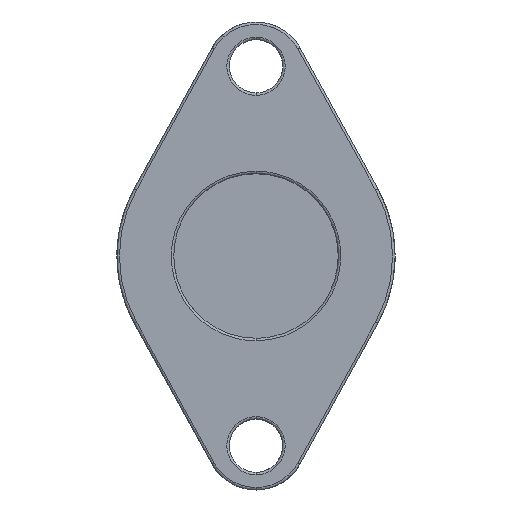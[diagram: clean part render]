
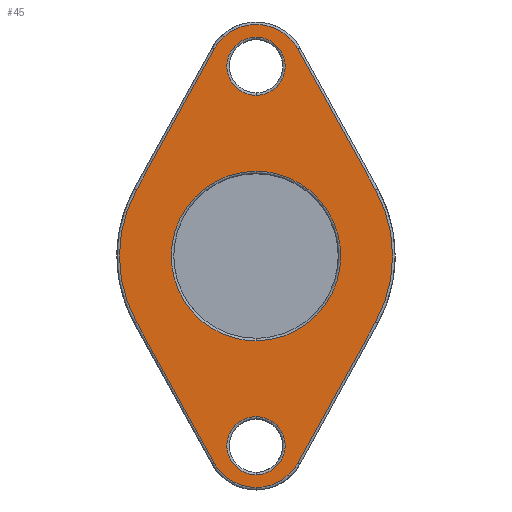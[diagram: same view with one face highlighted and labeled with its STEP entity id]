
A CAD part, left-side view. The second image highlights one B-rep face of the part: STEP entity #45.
In plain terms, the highlighted planar face has unit normal (-1, 0, 0).
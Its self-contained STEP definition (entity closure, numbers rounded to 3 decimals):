
#31=FACE_BOUND('',#244,.T.);
#32=FACE_BOUND('',#245,.T.);
#33=FACE_BOUND('',#246,.T.);
#45=ADVANCED_FACE('',(#144,#31,#32,#33),#1519,.T.);
#144=FACE_OUTER_BOUND('',#243,.T.);
#243=EDGE_LOOP('',(#362,#363,#364,#365,#366,#367,#368,#369,#370));
#244=EDGE_LOOP('',(#371,#372));
#245=EDGE_LOOP('',(#373,#374));
#246=EDGE_LOOP('',(#375,#376));
#362=ORIENTED_EDGE('',*,*,#870,.F.);
#363=ORIENTED_EDGE('',*,*,#889,.F.);
#364=ORIENTED_EDGE('',*,*,#888,.F.);
#365=ORIENTED_EDGE('',*,*,#886,.F.);
#366=ORIENTED_EDGE('',*,*,#883,.F.);
#367=ORIENTED_EDGE('',*,*,#880,.F.);
#368=ORIENTED_EDGE('',*,*,#917,.F.);
#369=ORIENTED_EDGE('',*,*,#876,.F.);
#370=ORIENTED_EDGE('',*,*,#873,.F.);
#371=ORIENTED_EDGE('',*,*,#918,.F.);
#372=ORIENTED_EDGE('',*,*,#866,.F.);
#373=ORIENTED_EDGE('',*,*,#912,.F.);
#374=ORIENTED_EDGE('',*,*,#916,.F.);
#375=ORIENTED_EDGE('',*,*,#863,.T.);
#376=ORIENTED_EDGE('',*,*,#919,.F.);
#863=EDGE_CURVE('',#1302,#1303,#1107,.T.);
#866=EDGE_CURVE('',#1305,#1304,#1110,.T.);
#870=EDGE_CURVE('',#1311,#1316,#1114,.T.);
#873=EDGE_CURVE('',#1316,#1315,#1117,.T.);
#876=EDGE_CURVE('',#1315,#1306,#1119,.T.);
#880=EDGE_CURVE('',#1307,#1314,#1123,.T.);
#883=EDGE_CURVE('',#1314,#1313,#1125,.T.);
#886=EDGE_CURVE('',#1313,#1312,#1128,.T.);
#888=EDGE_CURVE('',#1312,#1310,#1130,.T.);
#889=EDGE_CURVE('',#1310,#1311,#1131,.T.);
#912=EDGE_CURVE('',#1309,#1308,#1153,.T.);
#916=EDGE_CURVE('',#1308,#1309,#1157,.T.);
#917=EDGE_CURVE('',#1306,#1307,#1158,.T.);
#918=EDGE_CURVE('',#1304,#1305,#1159,.T.);
#919=EDGE_CURVE('',#1302,#1303,#1160,.T.);
#1107=(
BOUNDED_CURVE()
B_SPLINE_CURVE(2,(#4152,#4153,#4154,#4155,#4156),.UNSPECIFIED.,.F.,.F.)
B_SPLINE_CURVE_WITH_KNOTS((3,2,3),(0.,3.613,7.226),
 .UNSPECIFIED.)
CURVE()
GEOMETRIC_REPRESENTATION_ITEM()
RATIONAL_B_SPLINE_CURVE((1.,0.707,1.,0.707,1.))
REPRESENTATION_ITEM('')
);
#1110=(
BOUNDED_CURVE()
B_SPLINE_CURVE(2,(#4163,#4164,#4165,#4166,#4167),.UNSPECIFIED.,.F.,.F.)
B_SPLINE_CURVE_WITH_KNOTS((3,2,3),(-21.049,-10.524,
0.),.UNSPECIFIED.)
CURVE()
GEOMETRIC_REPRESENTATION_ITEM()
RATIONAL_B_SPLINE_CURVE((1.,0.707,1.,0.707,1.))
REPRESENTATION_ITEM('')
);
#1114=(
BOUNDED_CURVE()
B_SPLINE_CURVE(1,(#4176,#4177),.UNSPECIFIED.,.F.,.F.)
B_SPLINE_CURVE_WITH_KNOTS((2,2),(-12.698,0.),.UNSPECIFIED.)
CURVE()
GEOMETRIC_REPRESENTATION_ITEM()
RATIONAL_B_SPLINE_CURVE((1.,1.))
REPRESENTATION_ITEM('')
);
#1117=(
BOUNDED_CURVE()
B_SPLINE_CURVE(2,(#4184,#4185,#4186),.UNSPECIFIED.,.F.,.F.)
B_SPLINE_CURVE_WITH_KNOTS((3,3),(-10.882,0.),.UNSPECIFIED.)
CURVE()
GEOMETRIC_REPRESENTATION_ITEM()
RATIONAL_B_SPLINE_CURVE((1.,0.876,1.))
REPRESENTATION_ITEM('')
);
#1119=(
BOUNDED_CURVE()
B_SPLINE_CURVE(1,(#4192,#4193),.UNSPECIFIED.,.F.,.F.)
B_SPLINE_CURVE_WITH_KNOTS((2,2),(-12.698,0.),.UNSPECIFIED.)
CURVE()
GEOMETRIC_REPRESENTATION_ITEM()
RATIONAL_B_SPLINE_CURVE((1.,1.))
REPRESENTATION_ITEM('')
);
#1123=(
BOUNDED_CURVE()
B_SPLINE_CURVE(2,(#4203,#4204,#4205),.UNSPECIFIED.,.F.,.F.)
B_SPLINE_CURVE_WITH_KNOTS((3,3),(-4.055,0.),.UNSPECIFIED.)
CURVE()
GEOMETRIC_REPRESENTATION_ITEM()
RATIONAL_B_SPLINE_CURVE((1.,0.861,1.))
REPRESENTATION_ITEM('')
);
#1125=(
BOUNDED_CURVE()
B_SPLINE_CURVE(1,(#4211,#4212),.UNSPECIFIED.,.F.,.F.)
B_SPLINE_CURVE_WITH_KNOTS((2,2),(-12.698,0.),.UNSPECIFIED.)
CURVE()
GEOMETRIC_REPRESENTATION_ITEM()
RATIONAL_B_SPLINE_CURVE((1.,1.))
REPRESENTATION_ITEM('')
);
#1128=(
BOUNDED_CURVE()
B_SPLINE_CURVE(2,(#4221,#4222,#4223),.UNSPECIFIED.,.F.,.F.)
B_SPLINE_CURVE_WITH_KNOTS((3,3),(-10.882,0.),.UNSPECIFIED.)
CURVE()
GEOMETRIC_REPRESENTATION_ITEM()
RATIONAL_B_SPLINE_CURVE((1.,0.876,1.))
REPRESENTATION_ITEM('')
);
#1130=(
BOUNDED_CURVE()
B_SPLINE_CURVE(1,(#4227,#4228),.UNSPECIFIED.,.F.,.F.)
B_SPLINE_CURVE_WITH_KNOTS((2,2),(-12.698,0.),.UNSPECIFIED.)
CURVE()
GEOMETRIC_REPRESENTATION_ITEM()
RATIONAL_B_SPLINE_CURVE((1.,1.))
REPRESENTATION_ITEM('')
);
#1131=(
BOUNDED_CURVE()
B_SPLINE_CURVE(2,(#4229,#4230,#4231,#4232,#4233),.UNSPECIFIED.,.F.,.F.)
B_SPLINE_CURVE_WITH_KNOTS((3,2,3),(-8.109,-4.055,0.),
 .UNSPECIFIED.)
CURVE()
GEOMETRIC_REPRESENTATION_ITEM()
RATIONAL_B_SPLINE_CURVE((1.,0.861,1.,0.861,1.))
REPRESENTATION_ITEM('')
);
#1153=(
BOUNDED_CURVE()
B_SPLINE_CURVE(2,(#4303,#4304,#4305,#4306,#4307),.UNSPECIFIED.,.F.,.F.)
B_SPLINE_CURVE_WITH_KNOTS((3,2,3),(-7.226,-3.613,
0.),.UNSPECIFIED.)
CURVE()
GEOMETRIC_REPRESENTATION_ITEM()
RATIONAL_B_SPLINE_CURVE((1.,0.707,1.,0.707,1.))
REPRESENTATION_ITEM('')
);
#1157=(
BOUNDED_CURVE()
B_SPLINE_CURVE(2,(#4323,#4324,#4325,#4326,#4327),.UNSPECIFIED.,.F.,.F.)
B_SPLINE_CURVE_WITH_KNOTS((3,2,3),(-7.226,-3.613,
0.),.UNSPECIFIED.)
CURVE()
GEOMETRIC_REPRESENTATION_ITEM()
RATIONAL_B_SPLINE_CURVE((1.,0.707,1.,0.707,1.))
REPRESENTATION_ITEM('')
);
#1158=(
BOUNDED_CURVE()
B_SPLINE_CURVE(2,(#4328,#4329,#4330),.UNSPECIFIED.,.F.,.F.)
B_SPLINE_CURVE_WITH_KNOTS((3,3),(-4.055,0.),.UNSPECIFIED.)
CURVE()
GEOMETRIC_REPRESENTATION_ITEM()
RATIONAL_B_SPLINE_CURVE((1.,0.861,1.))
REPRESENTATION_ITEM('')
);
#1159=(
BOUNDED_CURVE()
B_SPLINE_CURVE(2,(#4331,#4332,#4333,#4334,#4335),.UNSPECIFIED.,.F.,.F.)
B_SPLINE_CURVE_WITH_KNOTS((3,2,3),(-21.049,-10.524,
0.),.UNSPECIFIED.)
CURVE()
GEOMETRIC_REPRESENTATION_ITEM()
RATIONAL_B_SPLINE_CURVE((1.,0.707,1.,0.707,1.))
REPRESENTATION_ITEM('')
);
#1160=(
BOUNDED_CURVE()
B_SPLINE_CURVE(2,(#4336,#4337,#4338,#4339,#4340),.UNSPECIFIED.,.F.,.F.)
B_SPLINE_CURVE_WITH_KNOTS((3,2,3),(-7.226,-3.613,
0.),.UNSPECIFIED.)
CURVE()
GEOMETRIC_REPRESENTATION_ITEM()
RATIONAL_B_SPLINE_CURVE((1.,0.707,1.,0.707,1.))
REPRESENTATION_ITEM('')
);
#1302=VERTEX_POINT('',#3797);
#1303=VERTEX_POINT('',#3798);
#1304=VERTEX_POINT('',#3799);
#1305=VERTEX_POINT('',#3800);
#1306=VERTEX_POINT('',#3801);
#1307=VERTEX_POINT('',#3802);
#1308=VERTEX_POINT('',#3803);
#1309=VERTEX_POINT('',#3804);
#1310=VERTEX_POINT('',#3805);
#1311=VERTEX_POINT('',#3806);
#1312=VERTEX_POINT('',#3807);
#1313=VERTEX_POINT('',#3808);
#1314=VERTEX_POINT('',#3809);
#1315=VERTEX_POINT('',#3810);
#1316=VERTEX_POINT('',#3811);
#1519=PLANE('',#1570);
#1570=AXIS2_PLACEMENT_3D('',#1664,#1604,$);
#1604=DIRECTION('',(-1.,0.,0.));
#1664=CARTESIAN_POINT('',(-58.266,30.518,-21.961));
#3797=CARTESIAN_POINT('',(-58.266,15.718,-12.7));
#3798=CARTESIAN_POINT('',(-58.266,15.718,-17.3));
#3799=CARTESIAN_POINT('',(-58.266,15.718,6.7));
#3800=CARTESIAN_POINT('',(-58.266,15.718,-6.7));
#3801=CARTESIAN_POINT('',(-58.266,12.39,-16.334));
#3802=CARTESIAN_POINT('',(-58.266,15.718,-18.3));
#3803=CARTESIAN_POINT('',(-58.266,15.718,17.3));
#3804=CARTESIAN_POINT('',(-58.266,15.718,12.7));
#3805=CARTESIAN_POINT('',(-58.266,19.046,16.334));
#3806=CARTESIAN_POINT('',(-58.266,12.39,16.334));
#3807=CARTESIAN_POINT('',(-58.266,25.176,5.214));
#3808=CARTESIAN_POINT('',(-58.266,25.176,-5.214));
#3809=CARTESIAN_POINT('',(-58.266,19.046,-16.334));
#3810=CARTESIAN_POINT('',(-58.266,6.26,-5.214));
#3811=CARTESIAN_POINT('',(-58.266,6.26,5.214));
#4152=CARTESIAN_POINT('',(-58.266,15.718,-12.7));
#4153=CARTESIAN_POINT('',(-58.266,13.418,-12.7));
#4154=CARTESIAN_POINT('',(-58.266,13.418,-15.));
#4155=CARTESIAN_POINT('',(-58.266,13.418,-17.3));
#4156=CARTESIAN_POINT('',(-58.266,15.718,-17.3));
#4163=CARTESIAN_POINT('',(-58.266,15.718,-6.7));
#4164=CARTESIAN_POINT('',(-58.266,9.018,-6.7));
#4165=CARTESIAN_POINT('',(-58.266,9.018,0.));
#4166=CARTESIAN_POINT('',(-58.266,9.018,6.7));
#4167=CARTESIAN_POINT('',(-58.266,15.718,6.7));
#4176=CARTESIAN_POINT('',(-58.266,12.39,16.334));
#4177=CARTESIAN_POINT('',(-58.266,6.26,5.214));
#4184=CARTESIAN_POINT('',(-58.266,6.26,5.214));
#4185=CARTESIAN_POINT('',(-58.266,3.386,0.));
#4186=CARTESIAN_POINT('',(-58.266,6.26,-5.214));
#4192=CARTESIAN_POINT('',(-58.266,6.26,-5.214));
#4193=CARTESIAN_POINT('',(-58.266,12.39,-16.334));
#4203=CARTESIAN_POINT('',(-58.266,15.718,-18.3));
#4204=CARTESIAN_POINT('',(-58.266,17.962,-18.3));
#4205=CARTESIAN_POINT('',(-58.266,19.046,-16.334));
#4211=CARTESIAN_POINT('',(-58.266,19.046,-16.334));
#4212=CARTESIAN_POINT('',(-58.266,25.176,-5.214));
#4221=CARTESIAN_POINT('',(-58.266,25.176,-5.214));
#4222=CARTESIAN_POINT('',(-58.266,28.05,0.));
#4223=CARTESIAN_POINT('',(-58.266,25.176,5.214));
#4227=CARTESIAN_POINT('',(-58.266,25.176,5.214));
#4228=CARTESIAN_POINT('',(-58.266,19.046,16.334));
#4229=CARTESIAN_POINT('',(-58.266,19.046,16.334));
#4230=CARTESIAN_POINT('',(-58.266,17.962,18.3));
#4231=CARTESIAN_POINT('',(-58.266,15.718,18.3));
#4232=CARTESIAN_POINT('',(-58.266,13.474,18.3));
#4233=CARTESIAN_POINT('',(-58.266,12.39,16.334));
#4303=CARTESIAN_POINT('',(-58.266,15.718,12.7));
#4304=CARTESIAN_POINT('',(-58.266,13.418,12.7));
#4305=CARTESIAN_POINT('',(-58.266,13.418,15.));
#4306=CARTESIAN_POINT('',(-58.266,13.418,17.3));
#4307=CARTESIAN_POINT('',(-58.266,15.718,17.3));
#4323=CARTESIAN_POINT('',(-58.266,15.718,17.3));
#4324=CARTESIAN_POINT('',(-58.266,18.018,17.3));
#4325=CARTESIAN_POINT('',(-58.266,18.018,15.));
#4326=CARTESIAN_POINT('',(-58.266,18.018,12.7));
#4327=CARTESIAN_POINT('',(-58.266,15.718,12.7));
#4328=CARTESIAN_POINT('',(-58.266,12.39,-16.334));
#4329=CARTESIAN_POINT('',(-58.266,13.474,-18.3));
#4330=CARTESIAN_POINT('',(-58.266,15.718,-18.3));
#4331=CARTESIAN_POINT('',(-58.266,15.718,6.7));
#4332=CARTESIAN_POINT('',(-58.266,22.418,6.7));
#4333=CARTESIAN_POINT('',(-58.266,22.418,0.));
#4334=CARTESIAN_POINT('',(-58.266,22.418,-6.7));
#4335=CARTESIAN_POINT('',(-58.266,15.718,-6.7));
#4336=CARTESIAN_POINT('',(-58.266,15.718,-12.7));
#4337=CARTESIAN_POINT('',(-58.266,18.018,-12.7));
#4338=CARTESIAN_POINT('',(-58.266,18.018,-15.));
#4339=CARTESIAN_POINT('',(-58.266,18.018,-17.3));
#4340=CARTESIAN_POINT('',(-58.266,15.718,-17.3));
